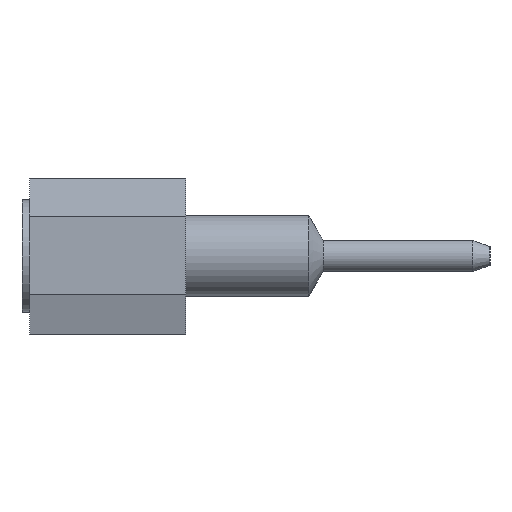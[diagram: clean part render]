
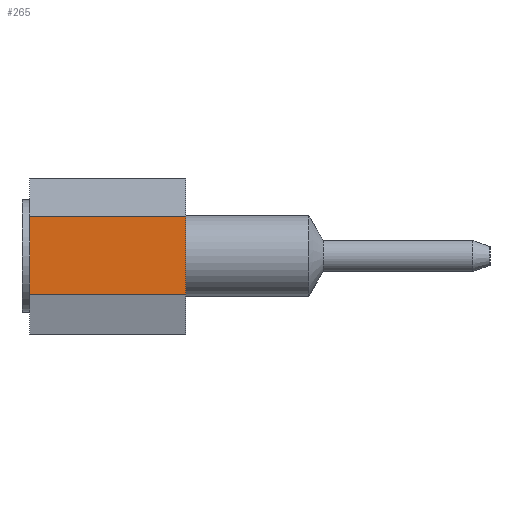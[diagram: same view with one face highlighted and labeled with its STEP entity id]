
A CAD part, left-side view. The second image highlights one B-rep face of the part: STEP entity #265.
In plain terms, the highlighted planar face has unit normal (-1, 0, 0).
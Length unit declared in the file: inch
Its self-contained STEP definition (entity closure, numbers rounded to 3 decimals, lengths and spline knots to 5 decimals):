
#265 = ADVANCED_FACE( '', ( #528 ), #529, .F. );
#528 = FACE_OUTER_BOUND( '', #809, .T. );
#529 = PLANE( '', #810 );
#809 = EDGE_LOOP( '', ( #1258, #1259, #1260, #1261 ) );
#810 = AXIS2_PLACEMENT_3D( '', #1262, #1263, #1264 );
#1258 = ORIENTED_EDGE( '', *, *, #1656, .T. );
#1259 = ORIENTED_EDGE( '', *, *, #1697, .F. );
#1260 = ORIENTED_EDGE( '', *, *, #1698, .F. );
#1261 = ORIENTED_EDGE( '', *, *, #1625, .T. );
#1262 = CARTESIAN_POINT( '', ( 0., 0.1, -0.025 ) );
#1263 = DIRECTION( '', ( 1., 0., 0. ) );
#1264 = DIRECTION( '', ( 0., 0., -1. ) );
#1625 = EDGE_CURVE( '', #1917, #1915, #1918, .T. );
#1656 = EDGE_CURVE( '', #1915, #1966, #1967, .T. );
#1697 = EDGE_CURVE( '', #2021, #1966, #2022, .T. );
#1698 = EDGE_CURVE( '', #1917, #2021, #2023, .T. );
#1915 = VERTEX_POINT( '', #2303 );
#1917 = VERTEX_POINT( '', #2306 );
#1918 = LINE( '', #2307, #2308 );
#1966 = VERTEX_POINT( '', #2374 );
#1967 = LINE( '', #2375, #2376 );
#2021 = VERTEX_POINT( '', #2454 );
#2022 = LINE( '', #2455, #2456 );
#2023 = LINE( '', #2457, #2458 );
#2303 = CARTESIAN_POINT( '', ( 0., 0., -0.025 ) );
#2306 = CARTESIAN_POINT( '', ( 0., 0.1, -0.025 ) );
#2307 = CARTESIAN_POINT( '', ( 0., 0.1, -0.025 ) );
#2308 = VECTOR( '', #2664, 39.37008 );
#2374 = CARTESIAN_POINT( '', ( 0., 0., 0.025 ) );
#2375 = CARTESIAN_POINT( '', ( 0., 0., -0.025 ) );
#2376 = VECTOR( '', #2695, 39.37008 );
#2454 = CARTESIAN_POINT( '', ( 0., 0.1, 0.025 ) );
#2455 = CARTESIAN_POINT( '', ( 0., 0.1, 0.025 ) );
#2456 = VECTOR( '', #2735, 39.37008 );
#2457 = CARTESIAN_POINT( '', ( 0., 0.1, -0.025 ) );
#2458 = VECTOR( '', #2736, 39.37008 );
#2664 = DIRECTION( '', ( 0., -1., 0. ) );
#2695 = DIRECTION( '', ( 0., 0., 1. ) );
#2735 = DIRECTION( '', ( 0., -1., 0. ) );
#2736 = DIRECTION( '', ( 0., 0., 1. ) );
